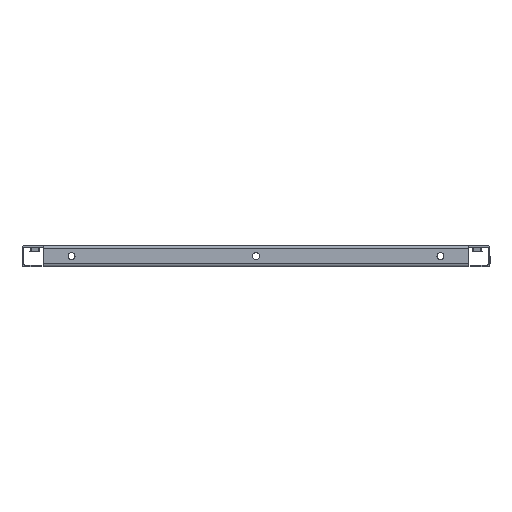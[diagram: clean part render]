
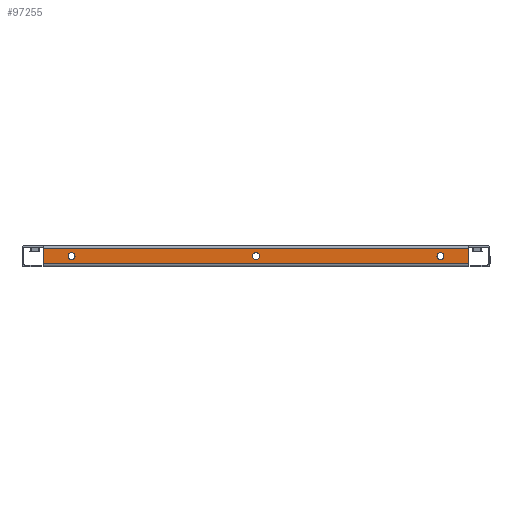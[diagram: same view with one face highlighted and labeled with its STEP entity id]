
A CAD part, left-side view. The second image highlights one B-rep face of the part: STEP entity #97255.
In plain terms, the highlighted planar face has unit normal (-1, 0, 0).
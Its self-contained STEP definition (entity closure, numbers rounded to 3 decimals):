
#16 = AXIS2_PLACEMENT_3D ( 'NONE', #117682, #2926, #66420 ) ;
#929 = VERTEX_POINT ( 'NONE', #128142 ) ;
#1642 = DIRECTION ( 'NONE',  ( 0., 0., -1. ) ) ;
#1709 = CARTESIAN_POINT ( 'NONE',  ( -350., 569.5, -23.5 ) ) ;
#2382 = AXIS2_PLACEMENT_3D ( 'NONE', #48876, #123321, #7877 ) ;
#2926 = DIRECTION ( 'NONE',  ( -1., 0., 0. ) ) ;
#4420 = DIRECTION ( 'NONE',  ( -1., 0., 0. ) ) ;
#4495 = DIRECTION ( 'NONE',  ( 0., -1., 0. ) ) ;
#4704 = DIRECTION ( 'NONE',  ( -1., 0., 0. ) ) ;
#5744 = VECTOR ( 'NONE', #83245, 1000. ) ;
#5892 = VERTEX_POINT ( 'NONE', #77390 ) ;
#6607 = ORIENTED_EDGE ( 'NONE', *, *, #117412, .T. ) ;
#7877 = DIRECTION ( 'NONE',  ( 0., 0., 1. ) ) ;
#8963 = CARTESIAN_POINT ( 'NONE',  ( -350., 60., -9. ) ) ;
#10179 = VECTOR ( 'NONE', #56217, 1000. ) ;
#10573 = DIRECTION ( 'NONE',  ( -1., 0., 0. ) ) ;
#10610 = CARTESIAN_POINT ( 'NONE',  ( -350., 23.5, -3.5 ) ) ;
#11286 = LINE ( 'NONE', #1709, #24872 ) ;
#11504 = EDGE_CURVE ( 'NONE', #5892, #40860, #101451, .T. ) ;
#11594 = ORIENTED_EDGE ( 'NONE', *, *, #13486, .T. ) ;
#13486 = EDGE_CURVE ( 'NONE', #108315, #31960, #40202, .T. ) ;
#15226 = CARTESIAN_POINT ( 'NONE',  ( -350., 569.5, 0. ) ) ;
#16663 = CARTESIAN_POINT ( 'NONE',  ( -350., 296.5, -13.5 ) ) ;
#18700 = DIRECTION ( 'NONE',  ( 0., 0., -1. ) ) ;
#21494 = EDGE_LOOP ( 'NONE', ( #6607, #11594, #75471, #21839 ) ) ;
#21839 = ORIENTED_EDGE ( 'NONE', *, *, #132417, .T. ) ;
#23012 = CARTESIAN_POINT ( 'NONE',  ( -350., 569.5, -3.5 ) ) ;
#24872 = VECTOR ( 'NONE', #93290, 1000. ) ;
#26085 = VERTEX_POINT ( 'NONE', #93009 ) ;
#27129 = EDGE_CURVE ( 'NONE', #66146, #31960, #44800, .T. ) ;
#29542 = EDGE_CURVE ( 'NONE', #79212, #108445, #86891, .T. ) ;
#31960 = VERTEX_POINT ( 'NONE', #10610 ) ;
#34072 = CARTESIAN_POINT ( 'NONE',  ( -350., 60., -13.5 ) ) ;
#37065 = LINE ( 'NONE', #15226, #10179 ) ;
#37075 = CIRCLE ( 'NONE', #16, 4.5 ) ;
#37864 = CARTESIAN_POINT ( 'NONE',  ( -350., 0., 0. ) ) ;
#38838 = CARTESIAN_POINT ( 'NONE',  ( -350., 533., -18. ) ) ;
#40202 = LINE ( 'NONE', #133808, #5744 ) ;
#40860 = VERTEX_POINT ( 'NONE', #8963 ) ;
#42503 = AXIS2_PLACEMENT_3D ( 'NONE', #34072, #4704, #86698 ) ;
#43652 = ORIENTED_EDGE ( 'NONE', *, *, #29542, .F. ) ;
#43833 = EDGE_CURVE ( 'NONE', #108445, #79212, #37075, .T. ) ;
#44654 = DIRECTION ( 'NONE',  ( -1., 0., 0. ) ) ;
#44800 = LINE ( 'NONE', #127473, #55054 ) ;
#44907 = ORIENTED_EDGE ( 'NONE', *, *, #11504, .F. ) ;
#45128 = EDGE_CURVE ( 'NONE', #118358, #26085, #126806, .T. ) ;
#48771 = FACE_BOUND ( 'NONE', #70565, .T. ) ;
#48876 = CARTESIAN_POINT ( 'NONE',  ( -350., 60., -13.5 ) ) ;
#53781 = DIRECTION ( 'NONE',  ( 0., 0., 1. ) ) ;
#55054 = VECTOR ( 'NONE', #4495, 1000. ) ;
#56217 = DIRECTION ( 'NONE',  ( 0., 0., -1. ) ) ;
#58097 = ORIENTED_EDGE ( 'NONE', *, *, #113757, .F. ) ;
#58356 = AXIS2_PLACEMENT_3D ( 'NONE', #37864, #132130, #18700 ) ;
#58644 = CARTESIAN_POINT ( 'NONE',  ( -350., 23.5, -23.5 ) ) ;
#66146 = VERTEX_POINT ( 'NONE', #23012 ) ;
#66420 = DIRECTION ( 'NONE',  ( 0., 0., -1. ) ) ;
#69469 = EDGE_LOOP ( 'NONE', ( #43652, #112867 ) ) ;
#70165 = EDGE_LOOP ( 'NONE', ( #72270, #85806 ) ) ;
#70565 = EDGE_LOOP ( 'NONE', ( #58097, #44907 ) ) ;
#71573 = AXIS2_PLACEMENT_3D ( 'NONE', #127330, #44654, #1642 ) ;
#72270 = ORIENTED_EDGE ( 'NONE', *, *, #93666, .F. ) ;
#73423 = DIRECTION ( 'NONE',  ( 0., 0., 1. ) ) ;
#75471 = ORIENTED_EDGE ( 'NONE', *, *, #27129, .F. ) ;
#77390 = CARTESIAN_POINT ( 'NONE',  ( -350., 60., -18. ) ) ;
#77603 = AXIS2_PLACEMENT_3D ( 'NONE', #82338, #10573, #73423 ) ;
#79212 = VERTEX_POINT ( 'NONE', #112792 ) ;
#82338 = CARTESIAN_POINT ( 'NONE',  ( -350., 296.5, -13.5 ) ) ;
#83245 = DIRECTION ( 'NONE',  ( 0., 0., 1. ) ) ;
#85806 = ORIENTED_EDGE ( 'NONE', *, *, #45128, .F. ) ;
#86698 = DIRECTION ( 'NONE',  ( 0., 0., 1. ) ) ;
#86891 = CIRCLE ( 'NONE', #71573, 4.5 ) ;
#90472 = PLANE ( 'NONE',  #58356 ) ;
#93009 = CARTESIAN_POINT ( 'NONE',  ( -350., 296.5, -9. ) ) ;
#93290 = DIRECTION ( 'NONE',  ( 0., -1., 0. ) ) ;
#93666 = EDGE_CURVE ( 'NONE', #26085, #118358, #114674, .T. ) ;
#97255 = ADVANCED_FACE ( 'NONE', ( #48771, #132799, #100715, #112306 ), #90472, .F. ) ;
#100715 = FACE_BOUND ( 'NONE', #69469, .T. ) ;
#101451 = CIRCLE ( 'NONE', #42503, 4.5 ) ;
#104959 = AXIS2_PLACEMENT_3D ( 'NONE', #16663, #4420, #53781 ) ;
#108315 = VERTEX_POINT ( 'NONE', #58644 ) ;
#108445 = VERTEX_POINT ( 'NONE', #38838 ) ;
#112306 = FACE_OUTER_BOUND ( 'NONE', #21494, .T. ) ;
#112792 = CARTESIAN_POINT ( 'NONE',  ( -350., 533., -9. ) ) ;
#112867 = ORIENTED_EDGE ( 'NONE', *, *, #43833, .F. ) ;
#113757 = EDGE_CURVE ( 'NONE', #40860, #5892, #120180, .T. ) ;
#114674 = CIRCLE ( 'NONE', #77603, 4.5 ) ;
#117412 = EDGE_CURVE ( 'NONE', #929, #108315, #11286, .T. ) ;
#117682 = CARTESIAN_POINT ( 'NONE',  ( -350., 533., -13.5 ) ) ;
#118358 = VERTEX_POINT ( 'NONE', #128259 ) ;
#120180 = CIRCLE ( 'NONE', #2382, 4.5 ) ;
#123321 = DIRECTION ( 'NONE',  ( -1., 0., 0. ) ) ;
#126806 = CIRCLE ( 'NONE', #104959, 4.5 ) ;
#127330 = CARTESIAN_POINT ( 'NONE',  ( -350., 533., -13.5 ) ) ;
#127473 = CARTESIAN_POINT ( 'NONE',  ( -350., 23.5, -3.5 ) ) ;
#128142 = CARTESIAN_POINT ( 'NONE',  ( -350., 569.5, -23.5 ) ) ;
#128259 = CARTESIAN_POINT ( 'NONE',  ( -350., 296.5, -18. ) ) ;
#132130 = DIRECTION ( 'NONE',  ( 1., 0., 0. ) ) ;
#132417 = EDGE_CURVE ( 'NONE', #66146, #929, #37065, .T. ) ;
#132799 = FACE_BOUND ( 'NONE', #70165, .T. ) ;
#133808 = CARTESIAN_POINT ( 'NONE',  ( -350., 23.5, 0. ) ) ;
